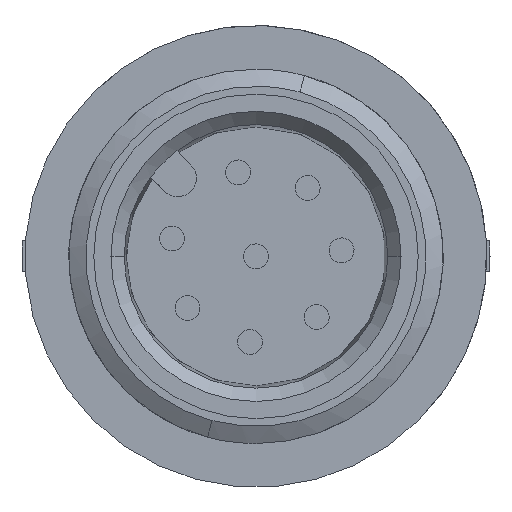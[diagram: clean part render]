
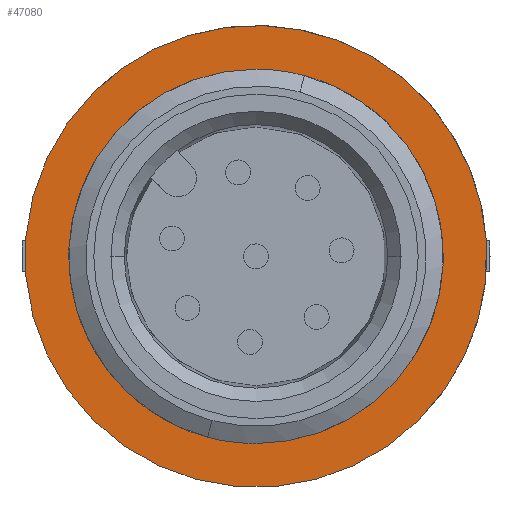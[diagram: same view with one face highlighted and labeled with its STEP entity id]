
A CAD part, left-side view. The second image highlights one B-rep face of the part: STEP entity #47080.
In plain terms, the highlighted face is planar.
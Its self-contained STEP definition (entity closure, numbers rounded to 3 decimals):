
#46470=CARTESIAN_POINT('',(20.854,40.639,222.));
#46480=VERTEX_POINT('',#46470);
#46510=CARTESIAN_POINT('',(20.854,33.239,222.));
#46520=DIRECTION('',(0.,0.,1.));
#46530=DIRECTION('',(0.,1.,
0.));
#46540=AXIS2_PLACEMENT_3D('',#46510,#46520,#46530);
#46550=CIRCLE('',#46540,7.4);
#46560=CARTESIAN_POINT('',(15.279,38.106,222.));
#46570=VERTEX_POINT('',#46560);
#46580=EDGE_CURVE('',#46480,#46570,#46550,.T.);
#46600=CARTESIAN_POINT('',(20.854,25.839,222.));
#46610=VERTEX_POINT('',#46600);
#46620=EDGE_CURVE('',#46570,#46610,#46550,.T.);
#46820=CARTESIAN_POINT('',(26.515,36.733,222.));
#46830=DIRECTION('',(0.,0.,1.));
#46840=DIRECTION('',(-1.,0.,
0.));
#46850=AXIS2_PLACEMENT_3D('',#46820,#46830,#46840);
#46860=PLANE('',#46850);
#46870=CARTESIAN_POINT('',(20.854,33.239,222.));
#46880=DIRECTION('',(0.,0.,1.));
#46890=DIRECTION('',(-0.707,-0.707,
0.));
#46900=AXIS2_PLACEMENT_3D('',#46870,#46880,#46890);
#46910=CIRCLE('',#46900,6.);
#46920=CARTESIAN_POINT('',(16.611,28.996,222.));
#46930=VERTEX_POINT('',#46920);
#46940=CARTESIAN_POINT('',(25.096,37.482,222.));
#46950=VERTEX_POINT('',#46940);
#46960=EDGE_CURVE('',#46930,#46950,#46910,.T.);
#46970=ORIENTED_EDGE('',*,*,#46960,.F.);
#46980=EDGE_CURVE('',#46950,#46930,#46910,.T.);
#46990=ORIENTED_EDGE('',*,*,#46980,.F.);
#47000=EDGE_LOOP('',(#46990,#46970));
#47010=FACE_BOUND('',#47000,.T.);
#47020=EDGE_CURVE('',#46610,#46480,#46550,.T.);
#47030=ORIENTED_EDGE('',*,*,#47020,.T.);
#47040=ORIENTED_EDGE('',*,*,#46620,.T.);
#47050=ORIENTED_EDGE('',*,*,#46580,.T.);
#47060=EDGE_LOOP('',(#47050,#47040,#47030));
#47070=FACE_OUTER_BOUND('',#47060,.T.);
#47080=ADVANCED_FACE('',(#47010,#47070),#46860,.T.);
